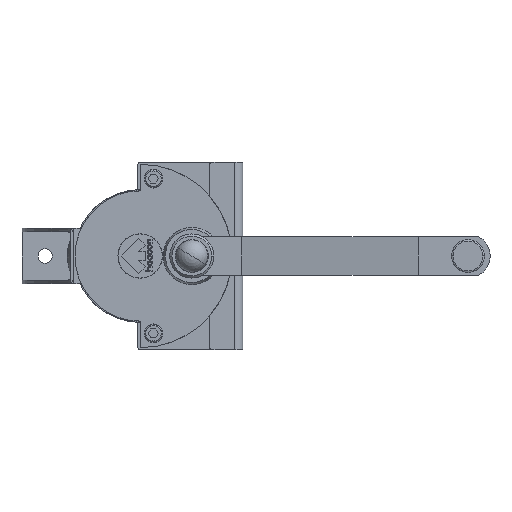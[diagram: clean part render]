
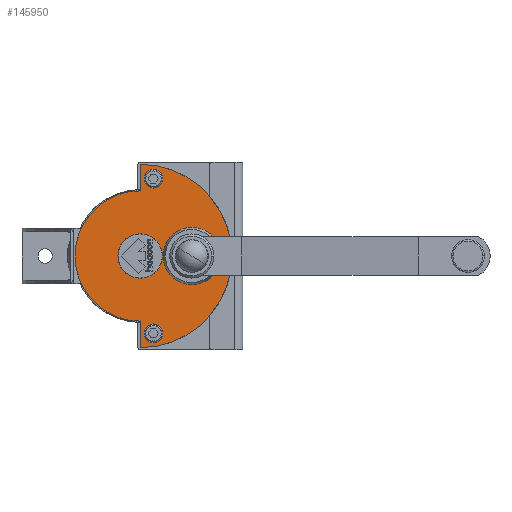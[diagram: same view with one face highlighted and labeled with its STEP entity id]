
A CAD part, front view. The second image highlights one B-rep face of the part: STEP entity #145950.
In plain terms, the highlighted planar face has unit normal (0, -1, 0).
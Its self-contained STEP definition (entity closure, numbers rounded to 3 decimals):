
#15720=CARTESIAN_POINT('',(-83.8,-168.577,-12.));
#15730=VERTEX_POINT('',#15720);
#15890=CARTESIAN_POINT('',(-66.8,-168.577,-12.));
#15900=VERTEX_POINT('',#15890);
#15930=CARTESIAN_POINT('',(-75.3,-168.577,-12.));
#15940=DIRECTION('',(0.,1.,0.));
#15950=DIRECTION('',(-1.,-0.,0.));
#15960=AXIS2_PLACEMENT_3D('',#15930,#15940,#15950);
#15970=CIRCLE('',#15960,8.5);
#15980=EDGE_CURVE('',#15900,#15730,#15970,.T.);
#27850=EDGE_CURVE('',#15730,#15900,#15970,.T.);
#35290=CARTESIAN_POINT('',(-5.3,-168.577,
-20.75));
#35300=VERTEX_POINT('',#35290);
#35460=CARTESIAN_POINT('',(-5.3,-168.577,
-72.75));
#35470=VERTEX_POINT('',#35460);
#35500=CARTESIAN_POINT('',(-5.3,-168.577,
-46.75));
#35510=DIRECTION('',(0.,-1.,0.));
#35520=DIRECTION('',(0.,0.,-1.));
#35530=AXIS2_PLACEMENT_3D('',#35500,#35510,#35520);
#35540=CIRCLE('',#35530,26.);
#35550=EDGE_CURVE('',#35300,#35470,#35540,.T.);
#65070=CARTESIAN_POINT('',(-5.3,-168.577,
20.1));
#65080=VERTEX_POINT('',#65070);
#65160=CARTESIAN_POINT('',(-5.3,-168.577,
-20.1));
#65170=VERTEX_POINT('',#65160);
#65200=CARTESIAN_POINT('',(-5.3,-168.577,
0.));
#65210=DIRECTION('',(0.,-1.,0.));
#65220=DIRECTION('',(0.,0.,1.));
#65230=AXIS2_PLACEMENT_3D('',#65200,#65210,#65220);
#65240=CIRCLE('',#65230,20.1);
#65250=EDGE_CURVE('',#65080,#65170,#65240,.T.);
#107050=EDGE_CURVE('',#35470,#35300,#35540,.T.);
#107930=EDGE_CURVE('',#65170,#65080,#65240,.T.);
#144320=CARTESIAN_POINT('',(-64.3,-168.577,0.
));
#144330=VERTEX_POINT('',#144320);
#144360=CARTESIAN_POINT('',(-64.3,-168.577,0.
));
#144370=DIRECTION('',(-1.,-0.,0.));
#144380=VECTOR('',#144370,1.);
#144390=LINE('',#144360,#144380);
#144400=CARTESIAN_POINT('',(-88.3,-168.577,0.
));
#144410=VERTEX_POINT('',#144400);
#144420=EDGE_CURVE('',#144330,#144410,#144390,.T.);
#144700=CARTESIAN_POINT('',(53.7,-168.577,0.)
);
#144710=VERTEX_POINT('',#144700);
#144740=CARTESIAN_POINT('',(-5.3,-168.577,
0.));
#144750=DIRECTION('',(0.,1.,0.));
#144760=DIRECTION('',(-1.,-0.,0.));
#144770=AXIS2_PLACEMENT_3D('',#144740,#144750,#144760);
#144780=CIRCLE('',#144770,59.);
#144790=EDGE_CURVE('',#144330,#144710,#144780,.T.);
#145300=CARTESIAN_POINT('',(77.7,-168.577,0.)
);
#145310=VERTEX_POINT('',#145300);
#145340=CARTESIAN_POINT('',(53.7,-168.577,0.)
);
#145350=DIRECTION('',(1.,0.,0.));
#145360=VECTOR('',#145350,1.);
#145370=LINE('',#145340,#145360);
#145380=EDGE_CURVE('',#144710,#145310,#145370,.T.);
#145510=CARTESIAN_POINT('',(-5.3,-168.577,
-46.75));
#145520=DIRECTION('',(0.,1.,-0.));
#145530=DIRECTION('',(-1.,-0.,0.));
#145540=AXIS2_PLACEMENT_3D('',#145510,#145520,#145530);
#145550=PLANE('',#145540);
#145560=ORIENTED_EDGE('',*,*,#145380,.F.);
#145570=CARTESIAN_POINT('',(-5.3,-168.577,
0.));
#145580=DIRECTION('',(0.,1.,0.));
#145590=DIRECTION('',(-1.,-0.,0.));
#145600=AXIS2_PLACEMENT_3D('',#145570,#145580,#145590);
#145610=CIRCLE('',#145600,83.);
#145620=EDGE_CURVE('',#145310,#144410,#145610,.T.);
#145630=ORIENTED_EDGE('',*,*,#145620,.F.);
#145640=ORIENTED_EDGE('',*,*,#144420,.T.);
#145650=ORIENTED_EDGE('',*,*,#144790,.F.);
#145660=EDGE_LOOP('',(#145650,#145640,#145630,#145560));
#145670=FACE_OUTER_BOUND('',#145660,.T.);
#145680=CARTESIAN_POINT('',(64.7,-168.577,-12.));
#145690=DIRECTION('',(0.,-1.,0.));
#145700=DIRECTION('',(1.,0.,0.));
#145710=AXIS2_PLACEMENT_3D('',#145680,#145690,#145700);
#145720=CIRCLE('',#145710,8.5);
#145730=CARTESIAN_POINT('',(73.2,-168.577,-12.));
#145740=VERTEX_POINT('',#145730);
#145750=CARTESIAN_POINT('',(56.2,-168.577,-12.));
#145760=VERTEX_POINT('',#145750);
#145770=EDGE_CURVE('',#145740,#145760,#145720,.T.);
#145780=ORIENTED_EDGE('',*,*,#145770,.F.);
#145790=EDGE_CURVE('',#145760,#145740,#145720,.T.);
#145800=ORIENTED_EDGE('',*,*,#145790,.F.);
#145810=EDGE_LOOP('',(#145800,#145780));
#145820=FACE_BOUND('',#145810,.T.);
#145830=ORIENTED_EDGE('',*,*,#27850,.T.);
#145840=ORIENTED_EDGE('',*,*,#15980,.T.);
#145850=EDGE_LOOP('',(#145840,#145830));
#145860=FACE_BOUND('',#145850,.T.);
#145870=ORIENTED_EDGE('',*,*,#107050,.F.);
#145880=ORIENTED_EDGE('',*,*,#35550,.F.);
#145890=EDGE_LOOP('',(#145880,#145870));
#145900=FACE_BOUND('',#145890,.T.);
#145910=ORIENTED_EDGE('',*,*,#107930,.F.);
#145920=ORIENTED_EDGE('',*,*,#65250,.F.);
#145930=EDGE_LOOP('',(#145920,#145910));
#145940=FACE_BOUND('',#145930,.T.);
#145950=ADVANCED_FACE('',(#145670,#145820,#145860,#145900,#145940),
#145550,.F.);
